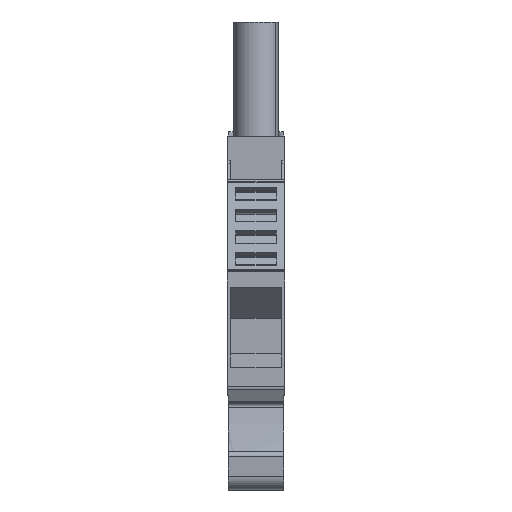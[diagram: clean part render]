
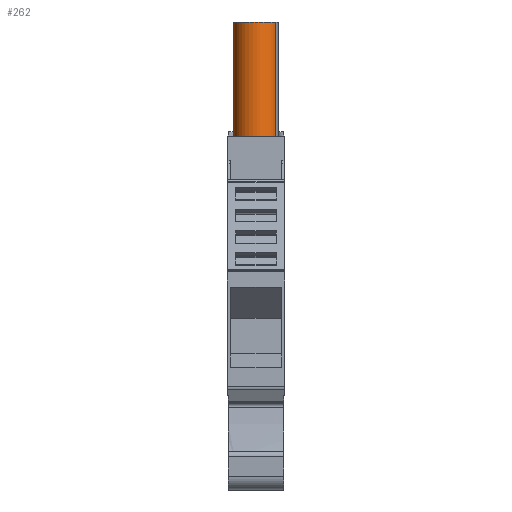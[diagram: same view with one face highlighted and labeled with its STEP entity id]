
A CAD part, front view. The second image highlights one B-rep face of the part: STEP entity #262.
In plain terms, the highlighted cylindrical face has radius 3.05 mm (diameter 6.1 mm), a partial arc.
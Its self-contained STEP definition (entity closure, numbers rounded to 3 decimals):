
#155=AXIS2_PLACEMENT_3D('Circle Axis2P3D',#153,#154,$) ;
#249=AXIS2_PLACEMENT_3D('Cylinder Axis2P3D',#246,#247,#248) ;
#253=AXIS2_PLACEMENT_3D('Circle Axis2P3D',#251,#252,$) ;
#148=CARTESIAN_POINT('Vertex',(1.268,20.638,42.95)) ;
#150=CARTESIAN_POINT('Vertex',(6.622,17.713,42.95)) ;
#153=CARTESIAN_POINT('Axis2P3D Location',(3.945,19.175,42.95)) ;
#220=CARTESIAN_POINT('Line Origine',(6.622,17.713,53.475)) ;
#224=CARTESIAN_POINT('Vertex',(6.622,17.713,64.)) ;
#227=CARTESIAN_POINT('Line Origine',(1.268,20.638,53.475)) ;
#231=CARTESIAN_POINT('Vertex',(1.268,20.638,64.)) ;
#246=CARTESIAN_POINT('Axis2P3D Location',(3.945,19.175,53.475)) ;
#251=CARTESIAN_POINT('Axis2P3D Location',(3.945,19.175,64.)) ;
#154=DIRECTION('Axis2P3D Direction',(0.,0.,-1.)) ;
#221=DIRECTION('Vector Direction',(0.,0.,-1.)) ;
#228=DIRECTION('Vector Direction',(0.,0.,-1.)) ;
#247=DIRECTION('Axis2P3D Direction',(0.,0.,-1.)) ;
#248=DIRECTION('Axis2P3D XDirection',(0.878,-0.479,0.)) ;
#252=DIRECTION('Axis2P3D Direction',(0.,0.,-1.)) ;
#222=VECTOR('Line Direction',#221,1.) ;
#229=VECTOR('Line Direction',#228,1.) ;
#257=ORIENTED_EDGE('',*,*,#233,.T.) ;
#258=ORIENTED_EDGE('',*,*,#157,.F.) ;
#259=ORIENTED_EDGE('',*,*,#226,.F.) ;
#260=ORIENTED_EDGE('',*,*,#255,.T.) ;
#262=ADVANCED_FACE('V1.1',(#261),#250,.T.) ;
#156=CIRCLE('generated circle',#155,3.05) ;
#254=CIRCLE('generated circle',#253,3.05) ;
#250=CYLINDRICAL_SURFACE('generated cylinder',#249,3.05) ;
#157=EDGE_CURVE('',#151,#149,#156,.T.) ;
#226=EDGE_CURVE('',#225,#151,#223,.T.) ;
#233=EDGE_CURVE('',#232,#149,#230,.T.) ;
#255=EDGE_CURVE('',#225,#232,#254,.T.) ;
#256=EDGE_LOOP('',(#257,#258,#259,#260)) ;
#261=FACE_OUTER_BOUND('',#256,.T.) ;
#223=LINE('Line',#220,#222) ;
#230=LINE('Line',#227,#229) ;
#149=VERTEX_POINT('',#148) ;
#151=VERTEX_POINT('',#150) ;
#225=VERTEX_POINT('',#224) ;
#232=VERTEX_POINT('',#231) ;
